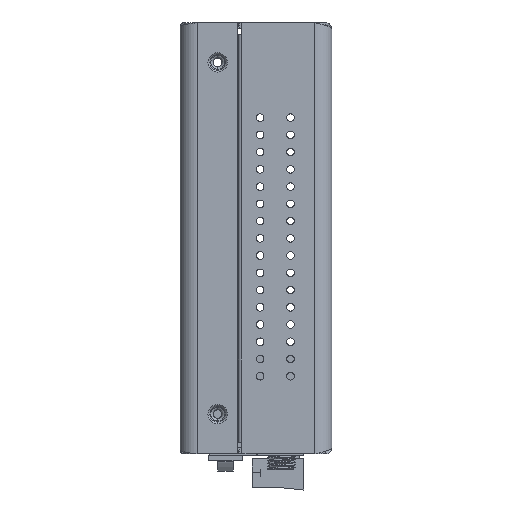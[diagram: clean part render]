
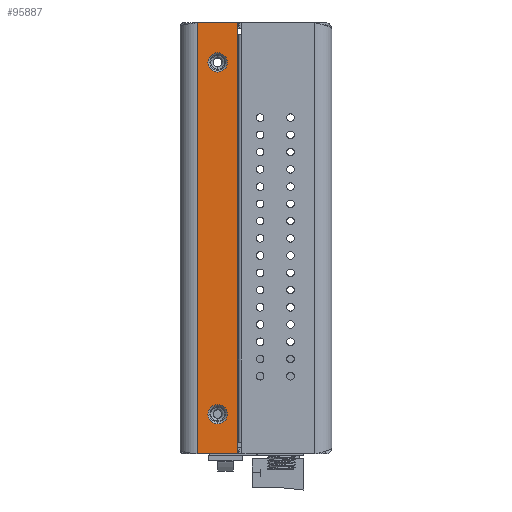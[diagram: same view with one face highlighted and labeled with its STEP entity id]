
A CAD part, left-side view. The second image highlights one B-rep face of the part: STEP entity #95887.
In plain terms, the highlighted face is planar.
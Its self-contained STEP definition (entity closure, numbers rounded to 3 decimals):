
#93139=CARTESIAN_POINT('',(98.5,10.08,-51.));
#93140=DIRECTION('',(-1.,0.,0.));
#93141=DIRECTION('',(0.,0.,-1.));
#93142=AXIS2_PLACEMENT_3D('',#93139,#93140,#93141);
#93144=CARTESIAN_POINT('',(98.5,10.08,-51.));
#93145=DIRECTION('',(-1.,0.,0.));
#93146=DIRECTION('',(0.,0.,1.));
#93147=AXIS2_PLACEMENT_3D('',#93144,#93145,#93146);
#93149=CARTESIAN_POINT('',(98.5,10.08,51.));
#93150=DIRECTION('',(-1.,0.,0.));
#93151=DIRECTION('',(0.,0.,-1.));
#93152=AXIS2_PLACEMENT_3D('',#93149,#93150,#93151);
#93154=CARTESIAN_POINT('',(98.5,10.08,51.));
#93155=DIRECTION('',(-1.,0.,0.));
#93156=DIRECTION('',(0.,0.,1.));
#93157=AXIS2_PLACEMENT_3D('',#93154,#93155,#93156);
#93159=DIRECTION('',(0.,0.,1.));
#93160=VECTOR('',#93159,125.);
#93161=CARTESIAN_POINT('',(98.5,15.88,-62.5));
#93162=LINE('',#93161,#93160);
#93163=DIRECTION('',(0.,-1.,0.));
#93164=VECTOR('',#93163,11.68);
#93165=CARTESIAN_POINT('',(98.5,15.88,-62.5));
#93166=LINE('',#93165,#93164);
#93167=DIRECTION('',(0.,1.,0.));
#93168=VECTOR('',#93167,11.68);
#93169=CARTESIAN_POINT('',(98.5,4.2,62.5));
#93170=LINE('',#93169,#93168);
#93191=DIRECTION('',(0.,0.,1.));
#93192=VECTOR('',#93191,125.);
#93193=CARTESIAN_POINT('',(98.5,4.2,-62.5));
#93194=LINE('',#93193,#93192);
#94589=CARTESIAN_POINT('',(98.5,4.2,-62.5));
#94590=CARTESIAN_POINT('',(98.5,4.2,62.5));
#94591=VERTEX_POINT('',#94589);
#94592=VERTEX_POINT('',#94590);
#94721=CARTESIAN_POINT('',(98.5,10.08,-53.8));
#94722=CARTESIAN_POINT('',(98.5,10.08,-48.2));
#94723=VERTEX_POINT('',#94721);
#94724=VERTEX_POINT('',#94722);
#94729=CARTESIAN_POINT('',(98.5,10.08,48.2));
#94730=CARTESIAN_POINT('',(98.5,10.08,53.8));
#94731=VERTEX_POINT('',#94729);
#94732=VERTEX_POINT('',#94730);
#94977=CARTESIAN_POINT('',(98.5,15.88,-62.5));
#94978=CARTESIAN_POINT('',(98.5,15.88,62.5));
#94979=VERTEX_POINT('',#94977);
#94980=VERTEX_POINT('',#94978);
#95861=CARTESIAN_POINT('',(98.5,0.,62.5));
#95862=DIRECTION('',(-1.,0.,0.));
#95863=DIRECTION('',(0.,0.,1.));
#95864=AXIS2_PLACEMENT_3D('',#95861,#95862,#95863);
#95865=PLANE('',#95864);
#95867=ORIENTED_EDGE('',*,*,#95866,.F.);
#95869=ORIENTED_EDGE('',*,*,#95868,.T.);
#95871=ORIENTED_EDGE('',*,*,#95870,.T.);
#95873=ORIENTED_EDGE('',*,*,#95872,.T.);
#95874=EDGE_LOOP('',(#95867,#95869,#95871,#95873));
#95875=FACE_OUTER_BOUND('',#95874,.F.);
#95877=ORIENTED_EDGE('',*,*,#95876,.F.);
#95879=ORIENTED_EDGE('',*,*,#95878,.F.);
#95880=EDGE_LOOP('',(#95877,#95879));
#95881=FACE_BOUND('',#95880,.F.);
#95882=ORIENTED_EDGE('',*,*,#95851,.F.);
#95884=ORIENTED_EDGE('',*,*,#95883,.F.);
#95885=EDGE_LOOP('',(#95882,#95884));
#95886=FACE_BOUND('',#95885,.F.);
#93143=CIRCLE('',#93142,2.8);
#93148=CIRCLE('',#93147,2.8);
#93153=CIRCLE('',#93152,2.8);
#93158=CIRCLE('',#93157,2.8);
#95851=EDGE_CURVE('',#94723,#94724,#93143,.T.);
#95866=EDGE_CURVE('',#94979,#94980,#93162,.T.);
#95868=EDGE_CURVE('',#94979,#94591,#93166,.T.);
#95870=EDGE_CURVE('',#94591,#94592,#93194,.T.);
#95872=EDGE_CURVE('',#94592,#94980,#93170,.T.);
#95876=EDGE_CURVE('',#94731,#94732,#93153,.T.);
#95878=EDGE_CURVE('',#94732,#94731,#93158,.T.);
#95883=EDGE_CURVE('',#94724,#94723,#93148,.T.);
#95887=ADVANCED_FACE('',(#95875,#95881,#95886),#95865,.F.);
